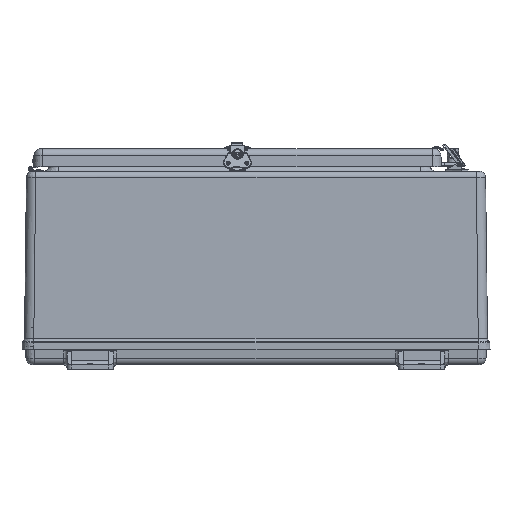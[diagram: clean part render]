
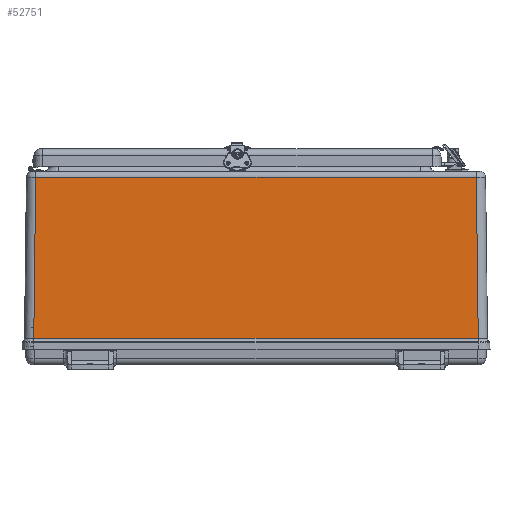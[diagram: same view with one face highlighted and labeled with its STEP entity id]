
A CAD part, front view. The second image highlights one B-rep face of the part: STEP entity #52751.
In plain terms, the highlighted planar face has unit normal (0, -1, 0.012).
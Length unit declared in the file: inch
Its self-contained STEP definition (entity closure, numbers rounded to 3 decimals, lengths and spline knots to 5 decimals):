
#962 = VECTOR ( 'NONE', #66972, 39.37008 ) ;
#2562 = CARTESIAN_POINT ( 'NONE',  ( -12.49045, -12.21542, 8.68884 ) ) ;
#4480 = VECTOR ( 'NONE', #75708, 39.37008 ) ;
#7031 = DIRECTION ( 'NONE',  ( -0.012, -0.012, -1. ) ) ;
#8708 = ORIENTED_EDGE ( 'NONE', *, *, #76669, .T. ) ;
#8968 = ORIENTED_EDGE ( 'NONE', *, *, #65870, .F. ) ;
#9809 = VECTOR ( 'NONE', #61489, 39.37008 ) ;
#11894 = VECTOR ( 'NONE', #17051, 39.37008 ) ;
#12388 = VERTEX_POINT ( 'NONE', #62490 ) ;
#14192 = EDGE_CURVE ( 'NONE', #78475, #12388, #46156, .T. ) ;
#15728 = ORIENTED_EDGE ( 'NONE', *, *, #54219, .T. ) ;
#17051 = DIRECTION ( 'NONE',  ( 0., 0.012, 1. ) ) ;
#18655 = PLANE ( 'NONE',  #63457 ) ;
#19994 = EDGE_CURVE ( 'NONE', #78475, #32805, #63057, .T. ) ;
#20246 = CARTESIAN_POINT ( 'NONE',  ( -11.99047, -12.3185, 0. ) ) ;
#22809 = CARTESIAN_POINT ( 'NONE',  ( 11.99049, -12.3185, 0. ) ) ;
#23093 = VECTOR ( 'NONE', #30723, 39.37008 ) ;
#23189 = ORIENTED_EDGE ( 'NONE', *, *, #14192, .T. ) ;
#24458 = CARTESIAN_POINT ( 'NONE',  ( 11.99046, -12.31853, -0.00219 ) ) ;
#25121 = CARTESIAN_POINT ( 'NONE',  ( -12.49045, -12.3185, 0. ) ) ;
#25401 = DIRECTION ( 'NONE',  ( 0., -1., 0.012 ) ) ;
#26997 = CARTESIAN_POINT ( 'NONE',  ( 11.8874, -12.21542, 8.68884 ) ) ;
#29731 = VECTOR ( 'NONE', #7031, 39.37008 ) ;
#30723 = DIRECTION ( 'NONE',  ( 1., 0., 0. ) ) ;
#32319 = VERTEX_POINT ( 'NONE', #26997 ) ;
#32805 = VERTEX_POINT ( 'NONE', #20246 ) ;
#33333 = FACE_OUTER_BOUND ( 'NONE', #70585, .T. ) ;
#42382 = EDGE_CURVE ( 'NONE', #62771, #32805, #46853, .T. ) ;
#45361 = CARTESIAN_POINT ( 'NONE',  ( -11.8874, -12.21542, 8.68884 ) ) ;
#46156 = LINE ( 'NONE', #51249, #23093 ) ;
#46853 = LINE ( 'NONE', #45361, #29731 ) ;
#51249 = CARTESIAN_POINT ( 'NONE',  ( -12.49045, -12.31855, -0.00437 ) ) ;
#52035 = VERTEX_POINT ( 'NONE', #65237 ) ;
#52751 = ADVANCED_FACE ( 'NONE', ( #33333 ), #18655, .T. ) ;
#54219 = EDGE_CURVE ( 'NONE', #32319, #62771, #61053, .T. ) ;
#54906 = CARTESIAN_POINT ( 'NONE',  ( -11.99046, -12.31853, -0.00219 ) ) ;
#56455 = CARTESIAN_POINT ( 'NONE',  ( -11.8874, -12.21542, 8.68884 ) ) ;
#58949 = LINE ( 'NONE', #22809, #9809 ) ;
#61053 = LINE ( 'NONE', #2562, #962 ) ;
#61489 = DIRECTION ( 'NONE',  ( -0.012, 0.012, 1. ) ) ;
#62088 = CARTESIAN_POINT ( 'NONE',  ( -11.99046, -12.31855, -0.00437 ) ) ;
#62490 = CARTESIAN_POINT ( 'NONE',  ( 11.99046, -12.31855, -0.00437 ) ) ;
#62771 = VERTEX_POINT ( 'NONE', #56455 ) ;
#63057 = LINE ( 'NONE', #54906, #11894 ) ;
#63457 = AXIS2_PLACEMENT_3D ( 'NONE', #25121, #25401, #69932 ) ;
#64853 = ORIENTED_EDGE ( 'NONE', *, *, #19994, .F. ) ;
#65237 = CARTESIAN_POINT ( 'NONE',  ( 11.99047, -12.3185, 0. ) ) ;
#65677 = LINE ( 'NONE', #24458, #4480 ) ;
#65870 = EDGE_CURVE ( 'NONE', #52035, #12388, #65677, .T. ) ;
#66972 = DIRECTION ( 'NONE',  ( -1., 0., 0. ) ) ;
#69932 = DIRECTION ( 'NONE',  ( 0., -0.012, -1. ) ) ;
#70585 = EDGE_LOOP ( 'NONE', ( #71744, #64853, #23189, #8968, #8708, #15728 ) ) ;
#71744 = ORIENTED_EDGE ( 'NONE', *, *, #42382, .T. ) ;
#75708 = DIRECTION ( 'NONE',  ( 0., -0.012, -1. ) ) ;
#76669 = EDGE_CURVE ( 'NONE', #52035, #32319, #58949, .T. ) ;
#78475 = VERTEX_POINT ( 'NONE', #62088 ) ;
